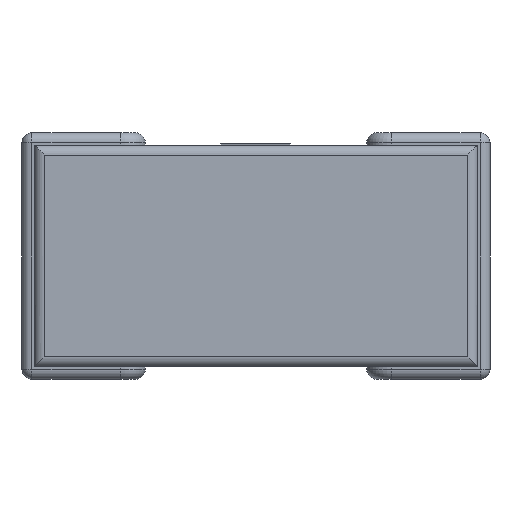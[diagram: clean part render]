
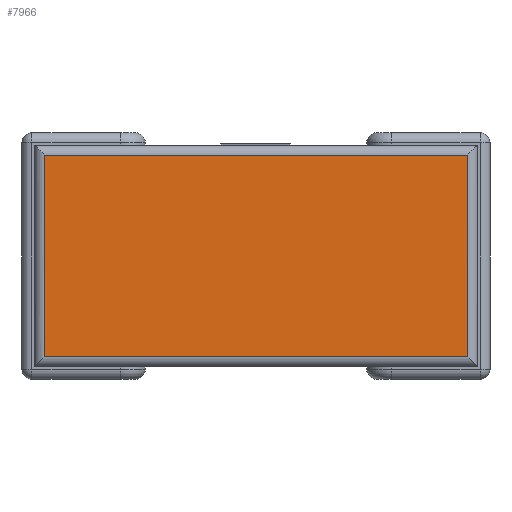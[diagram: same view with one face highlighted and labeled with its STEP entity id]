
A CAD part, left-side view. The second image highlights one B-rep face of the part: STEP entity #7966.
In plain terms, the highlighted planar face has unit normal (-1, 0, 0).
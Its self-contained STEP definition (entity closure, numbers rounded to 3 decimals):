
#607 = ORIENTED_EDGE ( 'NONE', *, *, #1773, .T. ) ;
#823 = LINE ( 'NONE', #2666, #4950 ) ;
#1488 = FACE_OUTER_BOUND ( 'NONE', #11682, .T. ) ;
#1773 = EDGE_CURVE ( 'NONE', #3332, #3559, #7669, .T. ) ;
#1945 = EDGE_CURVE ( 'NONE', #6203, #3332, #823, .T. ) ;
#2666 = CARTESIAN_POINT ( 'NONE',  ( 0., 0., 0.04 ) ) ;
#2715 = EDGE_CURVE ( 'NONE', #3559, #6802, #12866, .T. ) ;
#2783 = VECTOR ( 'NONE', #4462, 1000. ) ;
#3317 = CARTESIAN_POINT ( 'NONE',  ( 0., 0.04, 0.04 ) ) ;
#3332 = VERTEX_POINT ( 'NONE', #3317 ) ;
#3466 = LINE ( 'NONE', #11992, #4454 ) ;
#3559 = VERTEX_POINT ( 'NONE', #11457 ) ;
#3754 = ORIENTED_EDGE ( 'NONE', *, *, #1945, .T. ) ;
#3914 = CARTESIAN_POINT ( 'NONE',  ( 0., 0., 0.86 ) ) ;
#4454 = VECTOR ( 'NONE', #10928, 1000. ) ;
#4462 = DIRECTION ( 'NONE',  ( 0., 0., 1. ) ) ;
#4640 = PLANE ( 'NONE',  #11657 ) ;
#4950 = VECTOR ( 'NONE', #8161, 1000. ) ;
#6082 = ORIENTED_EDGE ( 'NONE', *, *, #12590, .T. ) ;
#6132 = DIRECTION ( 'NONE',  ( 0., 1., 0. ) ) ;
#6203 = VERTEX_POINT ( 'NONE', #11454 ) ;
#6802 = VERTEX_POINT ( 'NONE', #7363 ) ;
#7363 = CARTESIAN_POINT ( 'NONE',  ( 0., 1.76, 0.86 ) ) ;
#7669 = LINE ( 'NONE', #13052, #2783 ) ;
#7966 = ADVANCED_FACE ( 'NONE', ( #1488 ), #4640, .T. ) ;
#8161 = DIRECTION ( 'NONE',  ( 0., -1., 0. ) ) ;
#8773 = DIRECTION ( 'NONE',  ( 0., 0., 1. ) ) ;
#8924 = ORIENTED_EDGE ( 'NONE', *, *, #2715, .T. ) ;
#10622 = VECTOR ( 'NONE', #6132, 1000. ) ;
#10928 = DIRECTION ( 'NONE',  ( 0., 0., -1. ) ) ;
#11454 = CARTESIAN_POINT ( 'NONE',  ( 0., 1.76, 0.04 ) ) ;
#11457 = CARTESIAN_POINT ( 'NONE',  ( 0., 0.04, 0.86 ) ) ;
#11657 = AXIS2_PLACEMENT_3D ( 'NONE', #13386, #12305, #8773 ) ;
#11682 = EDGE_LOOP ( 'NONE', ( #8924, #6082, #3754, #607 ) ) ;
#11992 = CARTESIAN_POINT ( 'NONE',  ( 0., 1.76, 0.9 ) ) ;
#12305 = DIRECTION ( 'NONE',  ( -1., 0., 0. ) ) ;
#12590 = EDGE_CURVE ( 'NONE', #6802, #6203, #3466, .T. ) ;
#12866 = LINE ( 'NONE', #3914, #10622 ) ;
#13052 = CARTESIAN_POINT ( 'NONE',  ( 0., 0.04, 0.9 ) ) ;
#13386 = CARTESIAN_POINT ( 'NONE',  ( 0., 0., 0.9 ) ) ;
